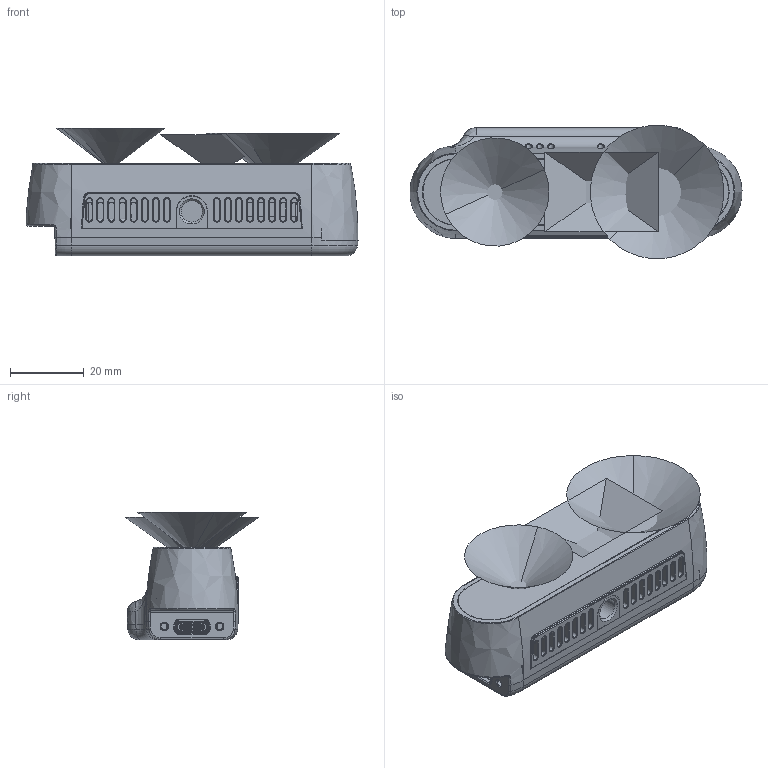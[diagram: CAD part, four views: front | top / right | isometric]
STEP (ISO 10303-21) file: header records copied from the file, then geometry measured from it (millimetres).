
FILE_DESCRIPTION((''),'2;1');
FILE_NAME('_00-CS30-0228-FOR_OUT','2022-02-28T11:07:38',('杜航'),(''),'CREO PARAMETRIC BY PTC INC, 2018050','CREO PARAMETRIC BY PTC INC, 2018050','');
FILE_SCHEMA(('CONFIG_CONTROL_DESIGN','SHAPE_APPEARANCE_LAYERS_GROUPS'));
Length unit declared in the file: millimetre
Products named in the file (1): _00-CS30-0228-FOR_OUT
Bounding box: 89.88 x 36.04 x 34.52 mm (x, y, z)
Volume: 293.6 mm3; surface area: 41254.7 mm2
Topology: 8 solids, 124 shells, 5999 faces, 16873 edges, 11013 vertices
Faces by surface type: plane 4054, cylinder 1070, cone 473, bspline 224, torus 89, sphere 79, extrusion 8, revolution 2
Entity records: 258431 total; most frequent: CARTESIAN_POINT 60622, ORIENTED_EDGE 32482, DIRECTION 27983, EDGE_CURVE 16794, PRESENTATION_STYLE_ASSIGNMENT 14013, STYLED_ITEM 12928, CURVE_STYLE 12756, VECTOR 11551
